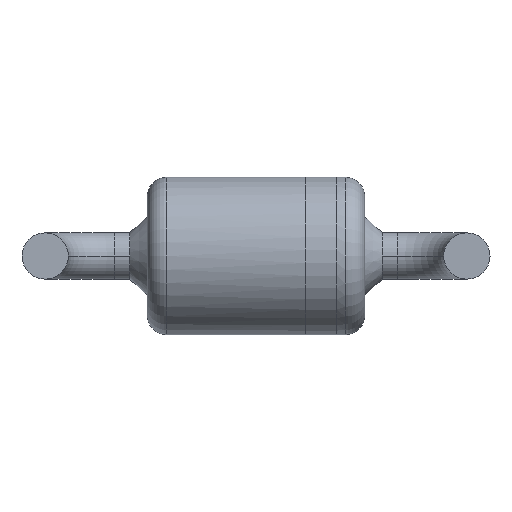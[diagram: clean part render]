
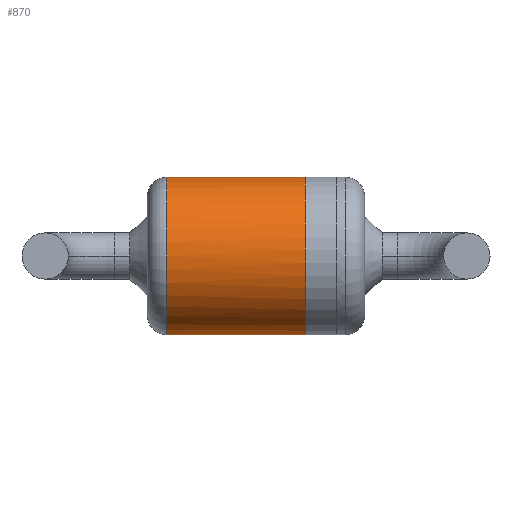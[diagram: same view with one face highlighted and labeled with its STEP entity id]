
A CAD part, front view. The second image highlights one B-rep face of the part: STEP entity #870.
In plain terms, the highlighted cylindrical face has radius 0.95 mm (diameter 1.9 mm), a partial arc.
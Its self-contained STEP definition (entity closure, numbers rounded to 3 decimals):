
#136 = EDGE_LOOP ( 'NONE', ( #534, #1061, #3707, #1893 ) ) ;
#534 = ORIENTED_EDGE ( 'NONE', *, *, #3242, .F. ) ;
#593 = B_SPLINE_CURVE_WITH_KNOTS ( 'NONE', 3,
 ( #1214, #3960, #902, #2064, #3666, #2146, #2130, #3062, #3922, #815 ),
 .UNSPECIFIED., .F., .F.,
 ( 4, 2, 2, 2, 4 ),
 ( 0.5, 0.625, 0.75, 0.875, 1. ),
 .UNSPECIFIED. ) ;
#627 = VECTOR ( 'NONE', #1278, 1000. ) ;
#706 = DIRECTION ( 'NONE',  ( -1., 0., 0. ) ) ;
#709 = DIRECTION ( 'NONE',  ( 0., 0., 1. ) ) ;
#764 = VECTOR ( 'NONE', #1179, 1000. ) ;
#815 = CARTESIAN_POINT ( 'NONE',  ( 3.133, 1.95, 0.95 ) ) ;
#870 = ADVANCED_FACE ( 'NONE', ( #1963 ), #2276, .T. ) ;
#902 = CARTESIAN_POINT ( 'NONE',  ( 3.133, 1.454, -0.848 ) ) ;
#958 = LINE ( 'NONE', #3132, #627 ) ;
#1061 = ORIENTED_EDGE ( 'NONE', *, *, #2881, .T. ) ;
#1179 = DIRECTION ( 'NONE',  ( -1., 0., 0. ) ) ;
#1214 = CARTESIAN_POINT ( 'NONE',  ( 3.133, 1.95, -0.95 ) ) ;
#1278 = DIRECTION ( 'NONE',  ( -1., 0., 0. ) ) ;
#1338 = CARTESIAN_POINT ( 'NONE',  ( 1.02, 1.95, 0. ) ) ;
#1893 = ORIENTED_EDGE ( 'NONE', *, *, #2066, .F. ) ;
#1941 = DIRECTION ( 'NONE',  ( 0., 0., 1. ) ) ;
#1963 = FACE_OUTER_BOUND ( 'NONE', #136, .T. ) ;
#1965 = VERTEX_POINT ( 'NONE', #3422 ) ;
#2064 = CARTESIAN_POINT ( 'NONE',  ( 3.133, 1.102, -0.496 ) ) ;
#2066 = EDGE_CURVE ( 'NONE', #2168, #3611, #2153, .T. ) ;
#2111 = CARTESIAN_POINT ( 'NONE',  ( 3.133, 1.95, -0.95 ) ) ;
#2130 = CARTESIAN_POINT ( 'NONE',  ( 3.133, 1.102, 0.496 ) ) ;
#2146 = CARTESIAN_POINT ( 'NONE',  ( 3.133, 1., 0.249 ) ) ;
#2153 = CIRCLE ( 'NONE', #3781, 0.95 ) ;
#2168 = VERTEX_POINT ( 'NONE', #3929 ) ;
#2222 = DIRECTION ( 'NONE',  ( -1., 0., 0. ) ) ;
#2276 = CYLINDRICAL_SURFACE ( 'NONE', #2350, 0.95 ) ;
#2350 = AXIS2_PLACEMENT_3D ( 'NONE', #1338, #706, #1941 ) ;
#2830 = VERTEX_POINT ( 'NONE', #2111 ) ;
#2881 = EDGE_CURVE ( 'NONE', #2830, #1965, #593, .T. ) ;
#2889 = EDGE_CURVE ( 'NONE', #1965, #3611, #3395, .T. ) ;
#3006 = CARTESIAN_POINT ( 'NONE',  ( 1.467, 1.95, 0.95 ) ) ;
#3062 = CARTESIAN_POINT ( 'NONE',  ( 3.133, 1.454, 0.848 ) ) ;
#3132 = CARTESIAN_POINT ( 'NONE',  ( 1.02, 1.95, -0.95 ) ) ;
#3242 = EDGE_CURVE ( 'NONE', #2830, #2168, #958, .T. ) ;
#3364 = CARTESIAN_POINT ( 'NONE',  ( 1.02, 1.95, 0.95 ) ) ;
#3395 = LINE ( 'NONE', #3364, #764 ) ;
#3422 = CARTESIAN_POINT ( 'NONE',  ( 3.133, 1.95, 0.95 ) ) ;
#3500 = CARTESIAN_POINT ( 'NONE',  ( 1.467, 1.95, 0. ) ) ;
#3611 = VERTEX_POINT ( 'NONE', #3006 ) ;
#3666 = CARTESIAN_POINT ( 'NONE',  ( 3.133, 1., -0.249 ) ) ;
#3707 = ORIENTED_EDGE ( 'NONE', *, *, #2889, .T. ) ;
#3781 = AXIS2_PLACEMENT_3D ( 'NONE', #3500, #2222, #709 ) ;
#3922 = CARTESIAN_POINT ( 'NONE',  ( 3.133, 1.701, 0.95 ) ) ;
#3929 = CARTESIAN_POINT ( 'NONE',  ( 1.467, 1.95, -0.95 ) ) ;
#3960 = CARTESIAN_POINT ( 'NONE',  ( 3.133, 1.701, -0.95 ) ) ;
